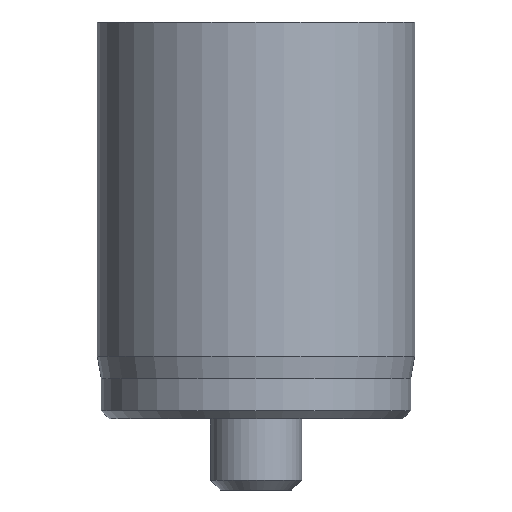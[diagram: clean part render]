
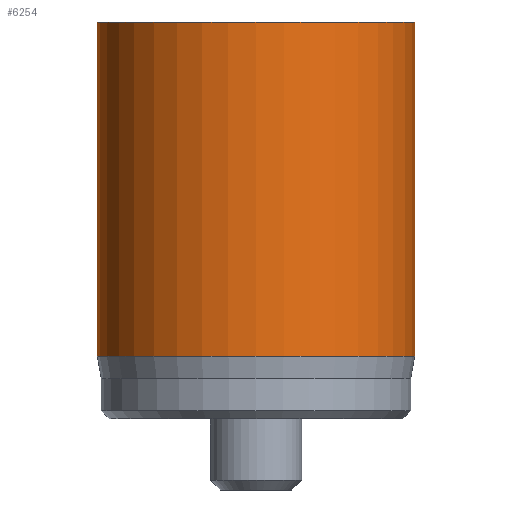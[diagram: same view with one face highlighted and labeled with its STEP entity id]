
A CAD part, front view. The second image highlights one B-rep face of the part: STEP entity #6254.
In plain terms, the highlighted cylindrical face has radius 4 mm (diameter 8 mm), a full revolution.
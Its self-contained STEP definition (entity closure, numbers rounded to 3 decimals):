
#35=CYLINDRICAL_SURFACE('',#6486,4.);
#52=CIRCLE('',#6459,4.);
#64=CIRCLE('',#6484,4.);
#65=CIRCLE('',#6485,4.);
#514=FACE_OUTER_BOUND('',#880,.T.);
#880=EDGE_LOOP('',(#5435,#5436,#5437,#5438,#5439));
#1346=LINE('',#11362,#1827);
#1827=VECTOR('',#7181,4.);
#2829=VERTEX_POINT('',#11313);
#2841=VERTEX_POINT('',#11356);
#2842=VERTEX_POINT('',#11357);
#3705=EDGE_CURVE('',#2829,#2829,#52,.T.);
#3723=EDGE_CURVE('',#2841,#2842,#64,.T.);
#3724=EDGE_CURVE('',#2842,#2841,#65,.T.);
#3726=EDGE_CURVE('',#2829,#2841,#1346,.T.);
#5435=ORIENTED_EDGE('',*,*,#3705,.T.);
#5436=ORIENTED_EDGE('',*,*,#3726,.T.);
#5437=ORIENTED_EDGE('',*,*,#3723,.T.);
#5438=ORIENTED_EDGE('',*,*,#3724,.T.);
#5439=ORIENTED_EDGE('',*,*,#3726,.F.);
#6254=ADVANCED_FACE('',(#514),#35,.T.);
#6459=AXIS2_PLACEMENT_3D('',#11314,#7118,#7119);
#6484=AXIS2_PLACEMENT_3D('',#11358,#7174,#7175);
#6485=AXIS2_PLACEMENT_3D('',#11359,#7176,#7177);
#6486=AXIS2_PLACEMENT_3D('',#11361,#7179,#7180);
#7118=DIRECTION('center_axis',(0.,0.,-1.));
#7119=DIRECTION('ref_axis',(-1.,0.,0.));
#7174=DIRECTION('center_axis',(0.,0.,1.));
#7175=DIRECTION('ref_axis',(-1.,0.,0.));
#7176=DIRECTION('center_axis',(0.,0.,1.));
#7177=DIRECTION('ref_axis',(-1.,0.,0.));
#7179=DIRECTION('center_axis',(0.,0.,1.));
#7180=DIRECTION('ref_axis',(-1.,0.,0.));
#7181=DIRECTION('',(0.,0.,-1.));
#11313=CARTESIAN_POINT('',(4.,0.,10.));
#11314=CARTESIAN_POINT('Origin',(0.,0.,10.));
#11356=CARTESIAN_POINT('',(4.,0.,1.567));
#11357=CARTESIAN_POINT('',(-4.,0.,1.567));
#11358=CARTESIAN_POINT('Origin',(0.,0.,1.567));
#11359=CARTESIAN_POINT('Origin',(0.,0.,1.567));
#11361=CARTESIAN_POINT('Origin',(0.,0.,0.));
#11362=CARTESIAN_POINT('',(4.,0.,0.));
